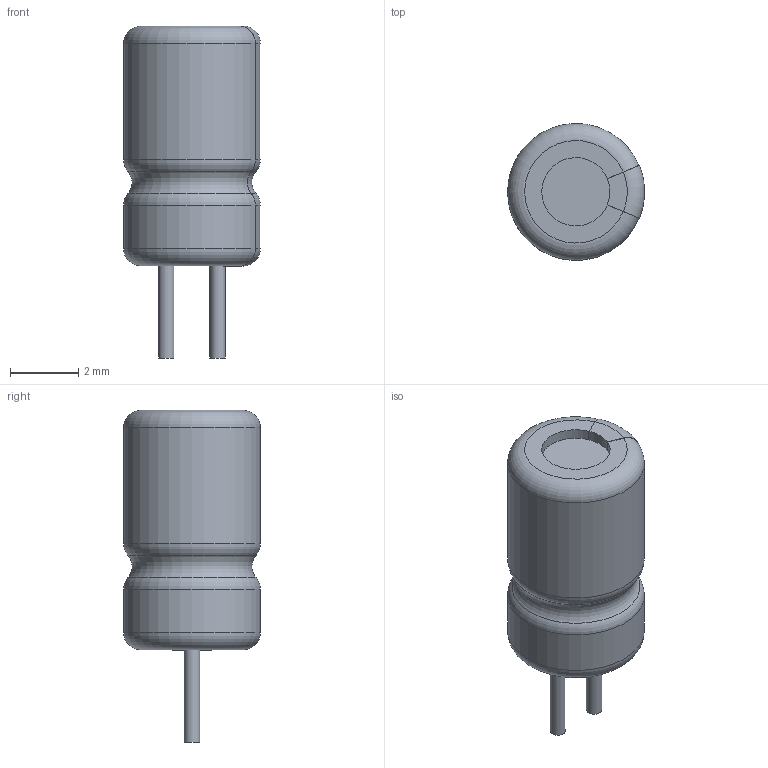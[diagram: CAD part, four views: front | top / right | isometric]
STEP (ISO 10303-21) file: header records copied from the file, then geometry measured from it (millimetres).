
FILE_DESCRIPTION((' '),'2;1');
FILE_NAME( 'CAPPRD150W45D400H700.stp', '2022-09-09T16:11:32', (' '), ('--- Datakit www.datakit.com---'), ' Datakit CrossCadWare V2022.3 Jun 15 2022', 'DATAKIT 2022 (c)', ' ');
FILE_SCHEMA(('AP242_MANAGED_MODEL_BASED_3D_ENGINEERING_MIM_LF { 1 0 10303 442 1 1 4 }'));
Length unit declared in the file: millimetre
Products named in the file (1): CAPPRD150W45D400H700
Bounding box: 4 x 4 x 9.71 mm (x, y, z)
Volume: 83.9 mm3; surface area: 120.5 mm2
Topology: 1 solids, 1 shells, 30 faces, 78 edges, 52 vertices
Faces by surface type: plane 10, cylinder 10, torus 10
Full cylindrical faces by diameter (mm): 0.45 x2
Entity records: 1080 total; most frequent: CARTESIAN_POINT 257, DIRECTION 166, ORIENTED_EDGE 152, EDGE_CURVE 76, AXIS2_PLACEMENT_3D 69, VERTEX_POINT 52, CIRCLE 38, EDGE_LOOP 34
